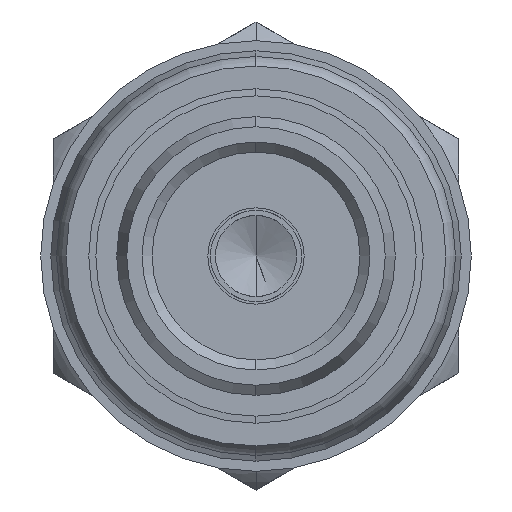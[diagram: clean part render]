
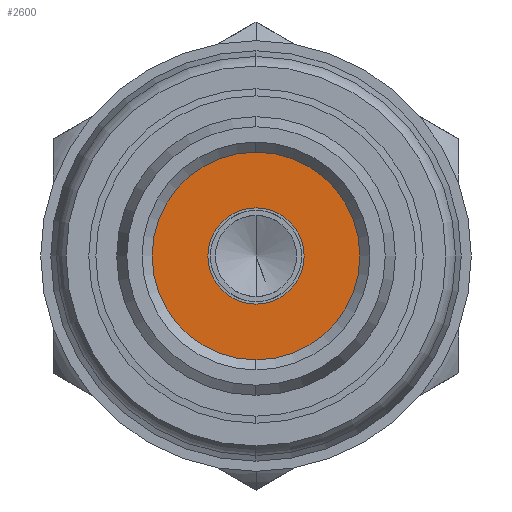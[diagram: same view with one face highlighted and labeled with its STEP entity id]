
A CAD part, left-side view. The second image highlights one B-rep face of the part: STEP entity #2600.
In plain terms, the highlighted planar face has unit normal (-1, 0, 0).
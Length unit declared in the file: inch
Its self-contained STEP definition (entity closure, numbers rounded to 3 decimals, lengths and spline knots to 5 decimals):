
#17 = DIRECTION ( 'NONE',  ( 0., 0., -1. ) ) ;
#227 = FACE_BOUND ( 'NONE', #2401, .T. ) ;
#313 = CARTESIAN_POINT ( 'NONE',  ( 0.40945, 0., 0. ) ) ;
#336 = CIRCLE ( 'NONE', #488, 0.08858 ) ;
#462 = ORIENTED_EDGE ( 'NONE', *, *, #1166, .T. ) ;
#470 = ORIENTED_EDGE ( 'NONE', *, *, #3133, .F. ) ;
#488 = AXIS2_PLACEMENT_3D ( 'NONE', #3248, #1684, #1731 ) ;
#600 = CARTESIAN_POINT ( 'NONE',  ( 0.40945, 0., 0. ) ) ;
#628 = CARTESIAN_POINT ( 'NONE',  ( 0.40945, 0., 0. ) ) ;
#632 = VERTEX_POINT ( 'NONE', #718 ) ;
#718 = CARTESIAN_POINT ( 'NONE',  ( 0.40945, 0., 0.08858 ) ) ;
#850 = EDGE_LOOP ( 'NONE', ( #462, #2475 ) ) ;
#883 = DIRECTION ( 'NONE',  ( 0., 0., 1. ) ) ;
#1001 = CARTESIAN_POINT ( 'NONE',  ( 0.40945, 0., 0. ) ) ;
#1155 = DIRECTION ( 'NONE',  ( -1., 0., 0. ) ) ;
#1166 = EDGE_CURVE ( 'NONE', #1460, #632, #336, .T. ) ;
#1190 = EDGE_CURVE ( 'NONE', #632, #1460, #3175, .T. ) ;
#1399 = CIRCLE ( 'NONE', #2673, 0.0374 ) ;
#1418 = DIRECTION ( 'NONE',  ( 1., 0., 0. ) ) ;
#1460 = VERTEX_POINT ( 'NONE', #3005 ) ;
#1526 = ORIENTED_EDGE ( 'NONE', *, *, #1768, .F. ) ;
#1684 = DIRECTION ( 'NONE',  ( -1., 0., 0. ) ) ;
#1731 = DIRECTION ( 'NONE',  ( 0., 0., 1. ) ) ;
#1768 = EDGE_CURVE ( 'NONE', #2628, #3079, #1399, .T. ) ;
#2158 = CARTESIAN_POINT ( 'NONE',  ( 0.40945, 0., -0.0374 ) ) ;
#2223 = FACE_OUTER_BOUND ( 'NONE', #850, .T. ) ;
#2224 = PLANE ( 'NONE',  #2468 ) ;
#2401 = EDGE_LOOP ( 'NONE', ( #1526, #470 ) ) ;
#2468 = AXIS2_PLACEMENT_3D ( 'NONE', #313, #1418, #17 ) ;
#2475 = ORIENTED_EDGE ( 'NONE', *, *, #1190, .T. ) ;
#2493 = DIRECTION ( 'NONE',  ( 0., 0., 1. ) ) ;
#2600 = ADVANCED_FACE ( 'NONE', ( #227, #2223 ), #2224, .F. ) ;
#2628 = VERTEX_POINT ( 'NONE', #3279 ) ;
#2673 = AXIS2_PLACEMENT_3D ( 'NONE', #1001, #2886, #3154 ) ;
#2796 = DIRECTION ( 'NONE',  ( -1., 0., 0. ) ) ;
#2886 = DIRECTION ( 'NONE',  ( -1., 0., 0. ) ) ;
#3005 = CARTESIAN_POINT ( 'NONE',  ( 0.40945, 0., -0.08858 ) ) ;
#3079 = VERTEX_POINT ( 'NONE', #2158 ) ;
#3133 = EDGE_CURVE ( 'NONE', #3079, #2628, #3191, .T. ) ;
#3154 = DIRECTION ( 'NONE',  ( 0., 0., 1. ) ) ;
#3164 = AXIS2_PLACEMENT_3D ( 'NONE', #600, #2796, #883 ) ;
#3175 = CIRCLE ( 'NONE', #3164, 0.08858 ) ;
#3191 = CIRCLE ( 'NONE', #3476, 0.0374 ) ;
#3248 = CARTESIAN_POINT ( 'NONE',  ( 0.40945, 0., 0. ) ) ;
#3279 = CARTESIAN_POINT ( 'NONE',  ( 0.40945, 0., 0.0374 ) ) ;
#3476 = AXIS2_PLACEMENT_3D ( 'NONE', #628, #1155, #2493 ) ;
